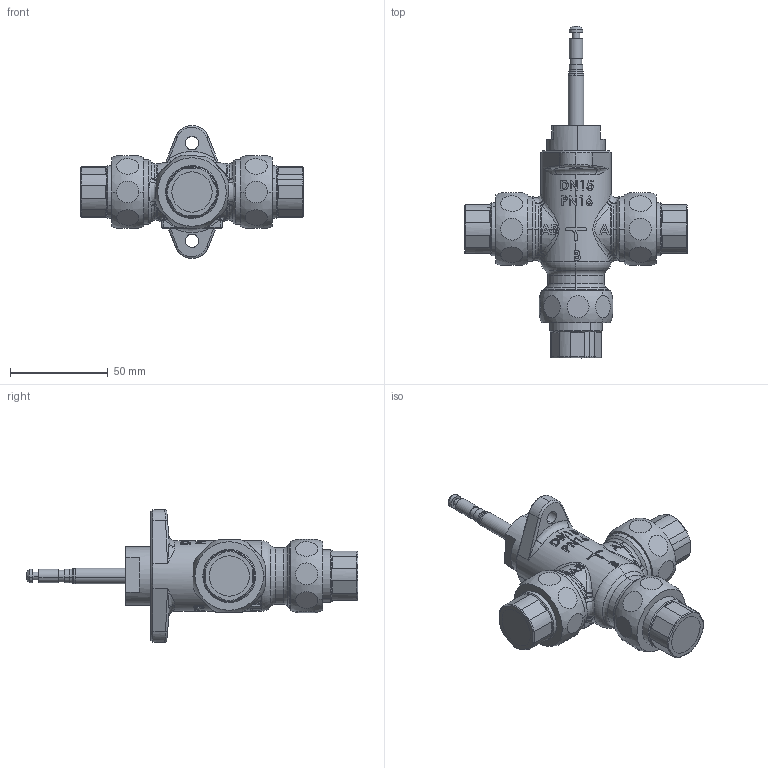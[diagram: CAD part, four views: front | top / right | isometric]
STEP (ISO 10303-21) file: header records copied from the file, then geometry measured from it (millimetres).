
FILE_DESCRIPTION (( 'STEP AP203' ), '1' );
FILE_NAME ('316RA_DN15_DEF.STEP', '2012-02-14T08:37:49', ( 'test' ), ( '' ), 'SwSTEP 2.0', 'SolidWorks 2011', '' );
FILE_SCHEMA (( 'CONFIG_CONTROL_DESIGN' ));
Length unit declared in the file: millimetre
Products named in the file (1): 316RA_DN15_DEF
Bounding box: 114.07 x 170.23 x 68.2 mm (x, y, z)
Volume: 167409.2 mm3; surface area: 31978.6 mm2
Topology: 1 solids, 4 shells, 704 faces, 1756 edges, 1113 vertices
Faces by surface type: plane 280, bspline 158, cylinder 139, cone 59, torus 58, sphere 10
Entity records: 30249 total; most frequent: CARTESIAN_POINT 14923, ORIENTED_EDGE 3500, DIRECTION 2730, EDGE_CURVE 1750, VERTEX_POINT 1113, AXIS2_PLACEMENT_3D 1060, EDGE_LOOP 767, FACE_OUTER_BOUND 704
